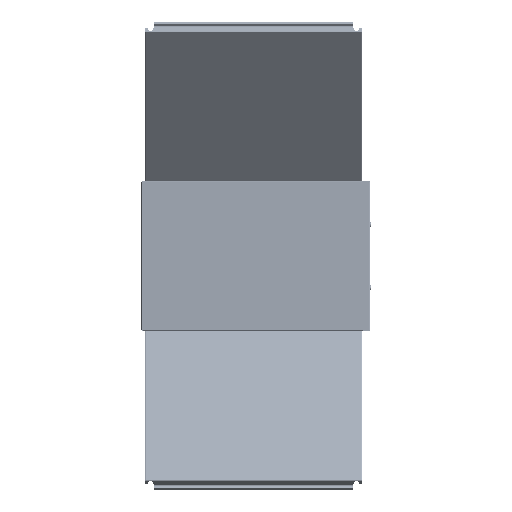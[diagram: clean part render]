
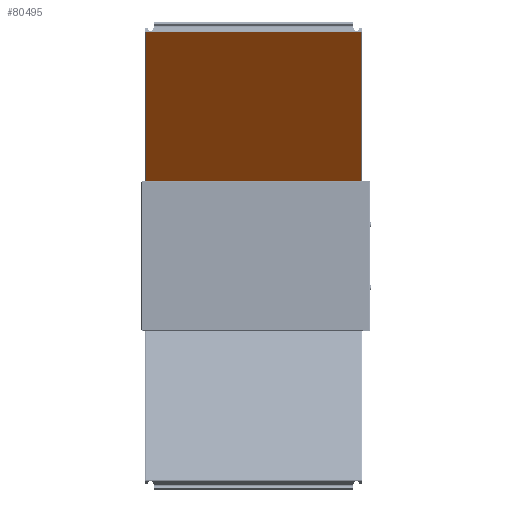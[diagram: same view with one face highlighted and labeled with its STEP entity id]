
A CAD part, left-side view. The second image highlights one B-rep face of the part: STEP entity #80495.
In plain terms, the highlighted face is planar.
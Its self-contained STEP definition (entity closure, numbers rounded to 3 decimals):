
#9001 = ORIENTED_EDGE ( 'NONE', *, *, #143560, .T. ) ;
#9003 = ORIENTED_EDGE ( 'NONE', *, *, #143556, .T. ) ;
#9005 = ORIENTED_EDGE ( 'NONE', *, *, #143553, .T. ) ;
#9007 = ORIENTED_EDGE ( 'NONE', *, *, #143549, .T. ) ;
#14330 = EDGE_LOOP ( 'NONE', ( #9001, #9003, #9005, #9007 ) ) ;
#73542 = VERTEX_POINT ( 'NONE', #104637 ) ;
#73546 = VERTEX_POINT ( 'NONE', #104639 ) ;
#73553 = VERTEX_POINT ( 'NONE', #104644 ) ;
#73574 = VERTEX_POINT ( 'NONE', #104650 ) ;
#80495 = ADVANCED_FACE ( 'NONE', ( #108787 ), #103913, .F. ) ;
#88074 = AXIS2_PLACEMENT_3D ( 'NONE', #103908, #103917, #103919 ) ;
#103908 = CARTESIAN_POINT ( 'NONE',  ( -293.5, -326.25, 0. ) ) ;
#103913 = PLANE ( 'NONE',  #88074 ) ;
#103917 = DIRECTION ( 'NONE',  ( 0., 0., 1. ) ) ;
#103919 = DIRECTION ( 'NONE',  ( 1., 0., 0. ) ) ;
#104637 = CARTESIAN_POINT ( 'NONE',  ( -292.75, 325.5, 0. ) ) ;
#104639 = CARTESIAN_POINT ( 'NONE',  ( -292.75, -325.5, 0. ) ) ;
#104644 = CARTESIAN_POINT ( 'NONE',  ( 292.75, -325.5, 0. ) ) ;
#104650 = CARTESIAN_POINT ( 'NONE',  ( 292.75, 325.5, 0. ) ) ;
#108787 = FACE_OUTER_BOUND ( 'NONE', #14330, .T. ) ;
#133813 = LINE ( 'NONE', #138253, #133822 ) ;
#133817 = LINE ( 'NONE', #138256, #133820 ) ;
#133820 = VECTOR ( 'NONE', #138260, 1000. ) ;
#133821 = LINE ( 'NONE', #138266, #133824 ) ;
#133822 = VECTOR ( 'NONE', #138262, 1000. ) ;
#133823 = LINE ( 'NONE', #138271, #133826 ) ;
#133824 = VECTOR ( 'NONE', #138269, 1000. ) ;
#133826 = VECTOR ( 'NONE', #138274, 1000. ) ;
#138253 = CARTESIAN_POINT ( 'NONE',  ( -292.75, -325.5, 0. ) ) ;
#138256 = CARTESIAN_POINT ( 'NONE',  ( -293.5, 325.5, 0. ) ) ;
#138260 = DIRECTION ( 'NONE',  ( 1., 0., 0. ) ) ;
#138262 = DIRECTION ( 'NONE',  ( 0., 1., 0. ) ) ;
#138266 = CARTESIAN_POINT ( 'NONE',  ( 293.5, -325.5, 0. ) ) ;
#138269 = DIRECTION ( 'NONE',  ( -1., 0., 0. ) ) ;
#138271 = CARTESIAN_POINT ( 'NONE',  ( 292.75, 325.5, 0. ) ) ;
#138274 = DIRECTION ( 'NONE',  ( 0., -1., 0. ) ) ;
#143549 = EDGE_CURVE ( 'NONE', #73542, #73574, #133817, .T. ) ;
#143553 = EDGE_CURVE ( 'NONE', #73546, #73542, #133813, .T. ) ;
#143556 = EDGE_CURVE ( 'NONE', #73553, #73546, #133821, .T. ) ;
#143560 = EDGE_CURVE ( 'NONE', #73574, #73553, #133823, .T. ) ;
